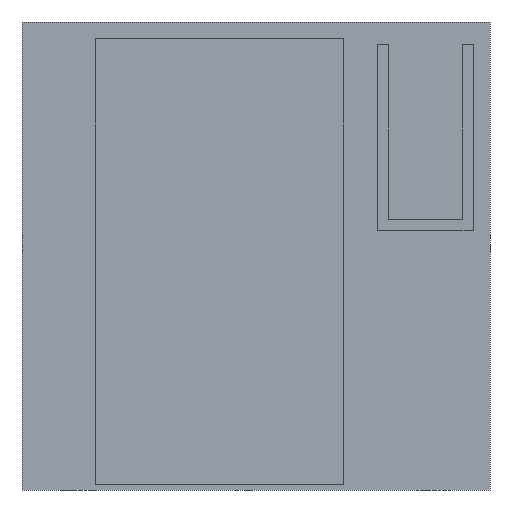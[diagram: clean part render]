
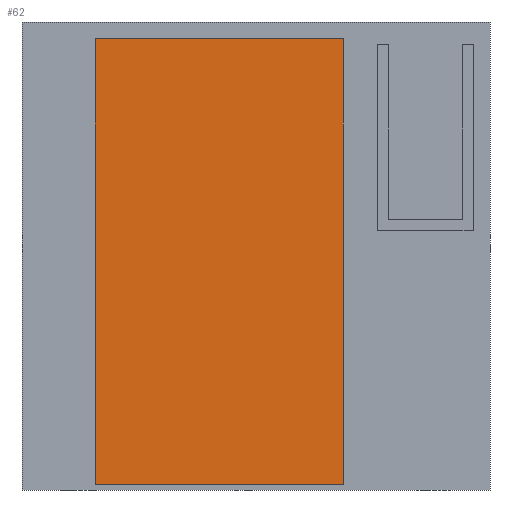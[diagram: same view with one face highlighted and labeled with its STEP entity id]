
A CAD part, front view. The second image highlights one B-rep face of the part: STEP entity #62.
In plain terms, the highlighted planar face has unit normal (0, -1, 0).
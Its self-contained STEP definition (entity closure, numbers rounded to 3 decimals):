
#62=ADVANCED_FACE('',(#156),#158,.T.);
#156=FACE_BOUND('',#157,.T.);
#157=EDGE_LOOP('',(#391,#392,#393,#394));
#158=PLANE('',#159);
#159=AXIS2_PLACEMENT_3D('',#160,#161,#162);
#160=CARTESIAN_POINT('',(0.,6.,0.));
#161=DIRECTION('',(0.,-1.,0.));
#162=DIRECTION('',(1.,0.,0.));
#391=ORIENTED_EDGE('',*,*,#495,.T.);
#392=ORIENTED_EDGE('',*,*,#510,.T.);
#393=ORIENTED_EDGE('',*,*,#507,.T.);
#394=ORIENTED_EDGE('',*,*,#504,.T.);
#495=EDGE_CURVE('',#582,#580,#583,.T.);
#504=EDGE_CURVE('',#598,#582,#599,.T.);
#507=EDGE_CURVE('',#603,#598,#604,.T.);
#510=EDGE_CURVE('',#580,#603,#607,.T.);
#580=VERTEX_POINT('',#726);
#582=VERTEX_POINT('',#730);
#583=LINE('',#731,#732);
#598=VERTEX_POINT('',#766);
#599=LINE('',#767,#768);
#603=VERTEX_POINT('',#777);
#604=LINE('',#778,#779);
#607=LINE('',#787,#788);
#726=CARTESIAN_POINT('',(-28.5,6.,-40.5));
#730=CARTESIAN_POINT('',(-28.5,6.,38.5));
#731=CARTESIAN_POINT('',(-28.5,6.,38.5));
#732=VECTOR('',#733,1.);
#733=DIRECTION('',(0.,0.,-1.));
#766=CARTESIAN_POINT('',(15.5,6.,38.5));
#767=CARTESIAN_POINT('',(15.5,6.,38.5));
#768=VECTOR('',#769,1.);
#769=DIRECTION('',(-1.,0.,0.));
#777=CARTESIAN_POINT('',(15.5,6.,-40.5));
#778=CARTESIAN_POINT('',(15.5,6.,-40.5));
#779=VECTOR('',#780,1.);
#780=DIRECTION('',(0.,0.,1.));
#787=CARTESIAN_POINT('',(-28.5,6.,-40.5));
#788=VECTOR('',#789,1.);
#789=DIRECTION('',(1.,0.,0.));
